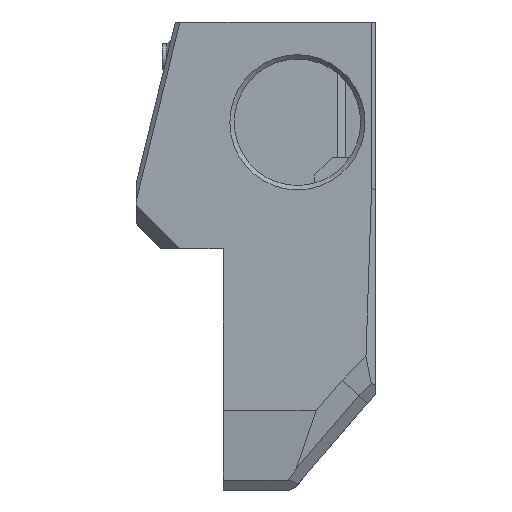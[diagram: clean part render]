
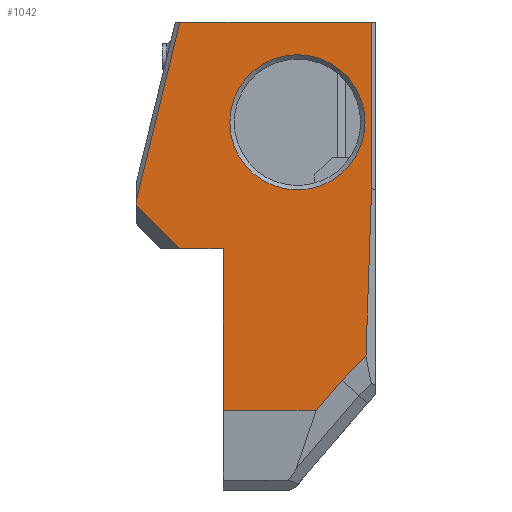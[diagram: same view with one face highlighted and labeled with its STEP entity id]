
A CAD part, left-side view. The second image highlights one B-rep face of the part: STEP entity #1042.
In plain terms, the highlighted planar face has unit normal (-1, 0, 0).
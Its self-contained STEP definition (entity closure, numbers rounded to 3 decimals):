
#1042=ADVANCED_FACE('NONE',(#2646,#2647),#2648,.F.);
#1364=EDGE_CURVE('NONE',#3148,#3154,#3157,.T.);
#1650=EDGE_CURVE('NONE',#3549,#3550,#3551,.T.);
#1770=EDGE_CURVE('NONE',#3550,#3709,#3710,.T.);
#1820=EDGE_CURVE('NONE',#3154,#3771,#3772,.T.);
#1994=EDGE_CURVE('NONE',#3983,#3980,#3984,.T.);
#2072=EDGE_CURVE('NONE',#4074,#4074,#4075,.T.);
#2074=EDGE_CURVE('NONE',#4077,#4078,#4079,.T.);
#2076=EDGE_CURVE('NONE',#3983,#4077,#4081,.T.);
#2078=EDGE_CURVE('NONE',#3980,#4083,#4084,.T.);
#2080=EDGE_CURVE('NONE',#4083,#3549,#4086,.T.);
#2082=EDGE_CURVE('NONE',#3148,#3709,#4088,.T.);
#2646=FACE_BOUND('',#4662,.T.);
#2647=FACE_OUTER_BOUND('',#4663,.T.);
#2648=PLANE('',#4664);
#3148=VERTEX_POINT('NONE',#5403);
#3154=VERTEX_POINT('NONE',#5413);
#3157=LINE('',#5418,#5419);
#3549=VERTEX_POINT('NONE',#6096);
#3550=VERTEX_POINT('NONE',#6097);
#3551=LINE('',#6098,#6099);
#3709=VERTEX_POINT('NONE',#6373);
#3710=LINE('',#6374,#6375);
#3771=VERTEX_POINT('',#6485);
#3772=LINE('',#6486,#6487);
#3980=VERTEX_POINT('NONE',#6863);
#3983=VERTEX_POINT('NONE',#6868);
#3984=LINE('',#6869,#6870);
#4074=VERTEX_POINT('',#7032);
#4075=CIRCLE('',#7033,15.5);
#4077=VERTEX_POINT('NONE',#7036);
#4078=VERTEX_POINT('',#7037);
#4079=LINE('',#7038,#7039);
#4081=LINE('',#7042,#7043);
#4083=VERTEX_POINT('NONE',#7046);
#4084=LINE('',#7047,#7048);
#4086=LINE('',#7051,#7052);
#4088=LINE('',#7055,#7056);
#4662=EDGE_LOOP('',(#8654));
#4663=EDGE_LOOP('',(#8655,#8656,#8657,#8658,#8659,#8660,#8661,#8662,#8663,#8664,#8665));
#4664=AXIS2_PLACEMENT_3D('',#8666,#8667,#8668);
#5403=CARTESIAN_POINT('',(-378.823,262.066,464.99));
#5413=CARTESIAN_POINT('',(-378.823,272.096,423.759));
#5418=CARTESIAN_POINT('',(-378.823,284.816,371.463));
#5419=VECTOR('',#9193,1.0);
#6096=CARTESIAN_POINT('',(-378.823,219.38,388.349));
#6097=CARTESIAN_POINT('',(-378.823,218.096,426.828));
#6098=CARTESIAN_POINT('',(-378.823,218.196,423.805));
#6099=VECTOR('',#9336,1.0);
#6373=CARTESIAN_POINT('',(-378.823,218.096,464.99));
#6374=CARTESIAN_POINT('',(-378.823,218.096,354.99));
#6375=VECTOR('',#9402,1.0);
#6485=CARTESIAN_POINT('',(-378.823,272.096,422.933));
#6486=CARTESIAN_POINT('',(-378.823,272.096,464.99));
#6487=VECTOR('',#9427,1.0);
#6863=CARTESIAN_POINT('',(-378.823,230.796,375.94));
#6868=CARTESIAN_POINT('',(-378.823,252.096,375.94));
#6869=CARTESIAN_POINT('',(-378.823,252.096,375.94));
#6870=VECTOR('',#9520,1.0);
#7032=CARTESIAN_POINT('',(-378.823,250.596,441.99));
#7033=AXIS2_PLACEMENT_3D('',#9569,#9570,#9571);
#7036=CARTESIAN_POINT('',(-378.823,252.096,412.99));
#7037=CARTESIAN_POINT('',(-378.823,262.153,412.99));
#7038=CARTESIAN_POINT('',(-378.823,254.096,412.99));
#7039=VECTOR('',#9572,1.0);
#7042=CARTESIAN_POINT('',(-378.823,252.096,418.94));
#7043=VECTOR('',#9573,1.0);
#7046=CARTESIAN_POINT('',(-378.823,224.871,382.859));
#7047=CARTESIAN_POINT('',(-378.823,224.968,382.746));
#7048=VECTOR('',#9574,1.0);
#7051=CARTESIAN_POINT('',(-378.823,222.301,385.429));
#7052=VECTOR('',#9575,1.0);
#7055=CARTESIAN_POINT('',(-378.823,219.096,464.99));
#7056=VECTOR('',#9576,1.0);
#8654=ORIENTED_EDGE('',*,*,#2072,.T.);
#8655=ORIENTED_EDGE('',*,*,#1820,.T.);
#8656=ORIENTED_EDGE('',*,*,#9653,.T.);
#8657=ORIENTED_EDGE('',*,*,#2074,.F.);
#8658=ORIENTED_EDGE('',*,*,#2076,.F.);
#8659=ORIENTED_EDGE('',*,*,#1994,.T.);
#8660=ORIENTED_EDGE('',*,*,#2078,.T.);
#8661=ORIENTED_EDGE('',*,*,#2080,.T.);
#8662=ORIENTED_EDGE('',*,*,#1650,.T.);
#8663=ORIENTED_EDGE('',*,*,#1770,.T.);
#8664=ORIENTED_EDGE('',*,*,#2082,.F.);
#8665=ORIENTED_EDGE('',*,*,#1364,.T.);
#8666=CARTESIAN_POINT('',(-378.823,217.096,354.99));
#8667=DIRECTION('',(1.0,0.0,-0.0));
#8668=DIRECTION('',(0.0,0.0,1.0));
#9193=DIRECTION('',(0.0,0.236,-0.972));
#9336=DIRECTION('',(0.0,-0.033,0.999));
#9402=DIRECTION('',(0.0,0.0,1.0));
#9427=DIRECTION('',(0.,0.0,-1.0));
#9520=DIRECTION('',(0.0,-1.0,0.0));
#9569=CARTESIAN_POINT('',(-378.823,235.096,441.99));
#9570=DIRECTION('',(1.0,0.0,0.0));
#9571=DIRECTION('',(0.0,1.0,0.0));
#9572=DIRECTION('',(0.0,1.0,0.0));
#9573=DIRECTION('',(0.,0.0,1.0));
#9574=DIRECTION('',(0.0,-0.65,0.76));
#9575=DIRECTION('',(0.0,-0.707,0.707));
#9576=DIRECTION('',(0.0,-1.0,0.0));
#9653=EDGE_CURVE('',#3771,#4078,#9871,.T.);
#9871=LINE('',#10094,#10095);
#10094=CARTESIAN_POINT('',(-378.823,264.274,415.112));
#10095=VECTOR('',#10324,1.0);
#10324=DIRECTION('',(0.0,-0.707,-0.707));
